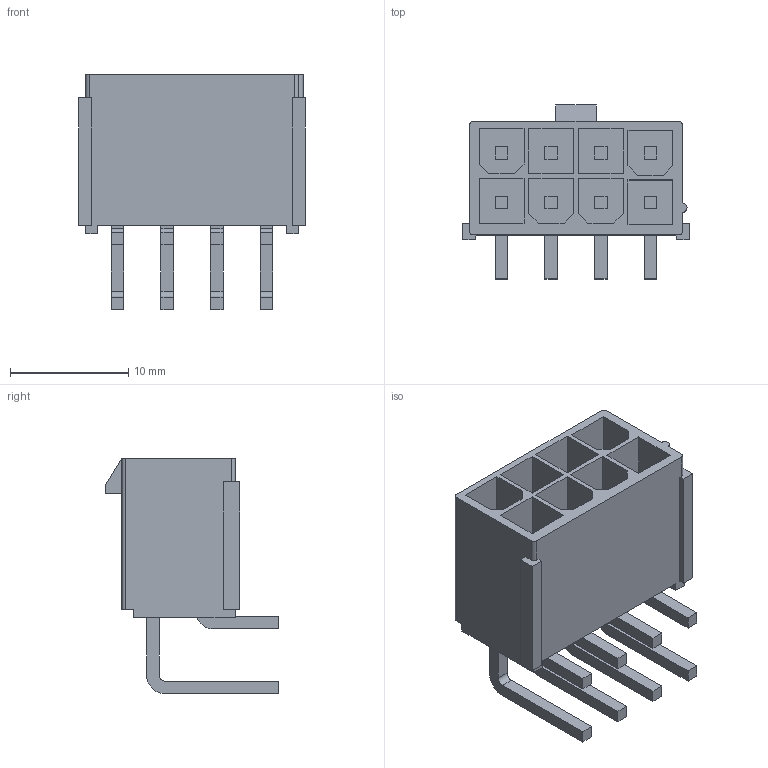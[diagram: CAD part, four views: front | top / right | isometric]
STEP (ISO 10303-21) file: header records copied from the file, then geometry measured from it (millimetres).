
FILE_DESCRIPTION(('STEP AP242'),'1');
FILE_NAME('70374151.stp','2021-05-26T08:26:11',('TraceParts'),('TraceParts S.A.'),'Spatial InterOp 3D',' ',' ');
FILE_SCHEMA(('AP242_MANAGED_MODEL_BASED_3D_ENGINEERING_MIM_LF {1 0 10303 442 1 1 4}'));
Length unit declared in the file: millimetre
Products named in the file (1): 70374151_1
Bounding box: 19.2 x 14.7 x 19.93 mm (x, y, z)
Volume: 1286.6 mm3; surface area: 2911 mm2
Topology: 1 solids, 1 shells, 196 faces, 524 edges, 370 vertices
Faces by surface type: plane 174, cylinder 22
Entity records: 6050 total; most frequent: CARTESIAN_POINT 1060, ORIENTED_EDGE 1016, DIRECTION 980, EDGE_CURVE 508, LINE 464, VECTOR 464, VERTEX_POINT 338, AXIS2_PLACEMENT_3D 258
